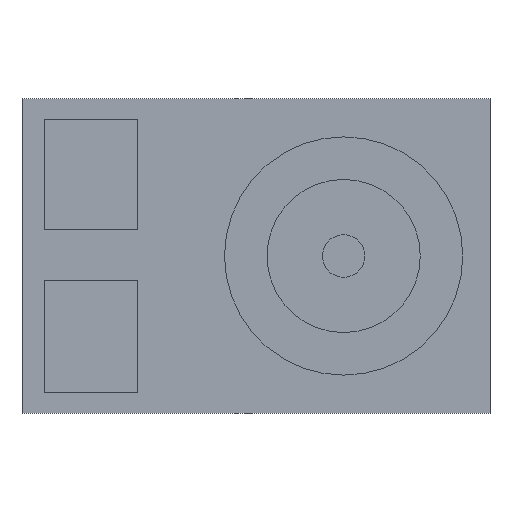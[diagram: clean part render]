
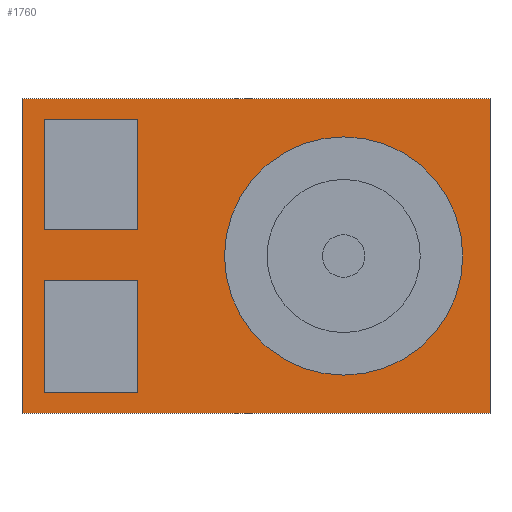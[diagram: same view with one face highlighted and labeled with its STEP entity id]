
A CAD part, front view. The second image highlights one B-rep face of the part: STEP entity #1760.
In plain terms, the highlighted planar face has unit normal (0, -1, 0).
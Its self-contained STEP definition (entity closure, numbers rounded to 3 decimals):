
#44=FACE_BOUND('',#686,.T.);
#45=FACE_BOUND('',#687,.T.);
#46=FACE_BOUND('',#688,.T.);
#141=PLANE('',#1944);
#227=LINE('',#3035,#359);
#231=LINE('',#3043,#363);
#234=LINE('',#3049,#366);
#237=LINE('',#3054,#369);
#239=LINE('',#3060,#371);
#243=LINE('',#3068,#375);
#246=LINE('',#3074,#378);
#249=LINE('',#3079,#381);
#251=LINE('',#3085,#383);
#252=LINE('',#3087,#384);
#253=LINE('',#3089,#385);
#254=LINE('',#3090,#386);
#359=VECTOR('',#2344,0.65);
#363=VECTOR('',#2350,0.55);
#366=VECTOR('',#2355,0.65);
#369=VECTOR('',#2360,0.55);
#371=VECTOR('',#2366,0.66);
#375=VECTOR('',#2372,0.55);
#378=VECTOR('',#2377,0.66);
#381=VECTOR('',#2382,0.55);
#383=VECTOR('',#2388,2.75);
#384=VECTOR('',#2389,1.85);
#385=VECTOR('',#2390,2.75);
#386=VECTOR('',#2391,1.85);
#555=FACE_OUTER_BOUND('',#685,.T.);
#685=EDGE_LOOP('',(#1521,#1522,#1523,#1524));
#686=EDGE_LOOP('',(#1525,#1526,#1527,#1528));
#687=EDGE_LOOP('',(#1529,#1530,#1531,#1532));
#688=EDGE_LOOP('',(#1533));
#796=CIRCLE('',#1932,0.7);
#912=VERTEX_POINT('',#3029);
#913=VERTEX_POINT('',#3033);
#914=VERTEX_POINT('',#3034);
#917=VERTEX_POINT('',#3042);
#919=VERTEX_POINT('',#3048);
#921=VERTEX_POINT('',#3058);
#922=VERTEX_POINT('',#3059);
#925=VERTEX_POINT('',#3067);
#927=VERTEX_POINT('',#3073);
#929=VERTEX_POINT('',#3083);
#930=VERTEX_POINT('',#3084);
#931=VERTEX_POINT('',#3086);
#932=VERTEX_POINT('',#3088);
#1112=EDGE_CURVE('',#912,#912,#796,.T.);
#1113=EDGE_CURVE('',#913,#914,#227,.T.);
#1117=EDGE_CURVE('',#914,#917,#231,.T.);
#1120=EDGE_CURVE('',#917,#919,#234,.T.);
#1123=EDGE_CURVE('',#919,#913,#237,.T.);
#1125=EDGE_CURVE('',#921,#922,#239,.T.);
#1129=EDGE_CURVE('',#922,#925,#243,.T.);
#1132=EDGE_CURVE('',#925,#927,#246,.T.);
#1135=EDGE_CURVE('',#927,#921,#249,.T.);
#1137=EDGE_CURVE('',#929,#930,#251,.T.);
#1138=EDGE_CURVE('',#930,#931,#252,.T.);
#1139=EDGE_CURVE('',#931,#932,#253,.T.);
#1140=EDGE_CURVE('',#932,#929,#254,.T.);
#1521=ORIENTED_EDGE('',*,*,#1137,.T.);
#1522=ORIENTED_EDGE('',*,*,#1138,.T.);
#1523=ORIENTED_EDGE('',*,*,#1139,.T.);
#1524=ORIENTED_EDGE('',*,*,#1140,.T.);
#1525=ORIENTED_EDGE('',*,*,#1125,.T.);
#1526=ORIENTED_EDGE('',*,*,#1129,.T.);
#1527=ORIENTED_EDGE('',*,*,#1132,.T.);
#1528=ORIENTED_EDGE('',*,*,#1135,.T.);
#1529=ORIENTED_EDGE('',*,*,#1113,.T.);
#1530=ORIENTED_EDGE('',*,*,#1117,.T.);
#1531=ORIENTED_EDGE('',*,*,#1120,.T.);
#1532=ORIENTED_EDGE('',*,*,#1123,.T.);
#1533=ORIENTED_EDGE('',*,*,#1112,.T.);
#1760=ADVANCED_FACE('',(#555,#44,#45,#46),#141,.T.);
#1932=AXIS2_PLACEMENT_3D('',#3030,#2338,#2339);
#1944=AXIS2_PLACEMENT_3D('',#3082,#2386,#2387);
#2338=DIRECTION('center_axis',(0.,1.,0.));
#2339=DIRECTION('ref_axis',(-1.,0.,0.));
#2344=DIRECTION('',(0.,0.,-1.));
#2350=DIRECTION('',(-1.,0.,0.));
#2355=DIRECTION('',(0.,0.,1.));
#2360=DIRECTION('',(1.,0.,0.));
#2366=DIRECTION('',(0.,0.,-1.));
#2372=DIRECTION('',(-1.,0.,0.));
#2377=DIRECTION('',(0.,0.,1.));
#2382=DIRECTION('',(1.,0.,0.));
#2386=DIRECTION('center_axis',(0.,-1.,0.));
#2387=DIRECTION('ref_axis',(0.,0.,-1.));
#2388=DIRECTION('',(-1.,0.,0.));
#2389=DIRECTION('',(0.,0.,-1.));
#2390=DIRECTION('',(1.,0.,0.));
#2391=DIRECTION('',(0.,0.,1.));
#3029=CARTESIAN_POINT('',(2.59,-0.3,-0.925));
#3030=CARTESIAN_POINT('Origin',(1.89,-0.3,-0.925));
#3033=CARTESIAN_POINT('',(0.68,-0.3,-0.12));
#3034=CARTESIAN_POINT('',(0.68,-0.3,-0.77));
#3035=CARTESIAN_POINT('',(0.68,-0.3,-0.848));
#3042=CARTESIAN_POINT('',(0.13,-0.3,-0.77));
#3043=CARTESIAN_POINT('',(0.753,-0.3,-0.77));
#3048=CARTESIAN_POINT('',(0.13,-0.3,-0.12));
#3049=CARTESIAN_POINT('',(0.13,-0.3,-0.523));
#3054=CARTESIAN_POINT('',(1.028,-0.3,-0.12));
#3058=CARTESIAN_POINT('',(0.68,-0.3,-1.07));
#3059=CARTESIAN_POINT('',(0.68,-0.3,-1.73));
#3060=CARTESIAN_POINT('',(0.68,-0.3,-1.328));
#3067=CARTESIAN_POINT('',(0.13,-0.3,-1.73));
#3068=CARTESIAN_POINT('',(0.753,-0.3,-1.73));
#3073=CARTESIAN_POINT('',(0.13,-0.3,-1.07));
#3074=CARTESIAN_POINT('',(0.13,-0.3,-0.998));
#3079=CARTESIAN_POINT('',(1.028,-0.3,-1.07));
#3082=CARTESIAN_POINT('Origin',(1.375,-0.3,-0.925));
#3083=CARTESIAN_POINT('',(2.75,-0.3,0.));
#3084=CARTESIAN_POINT('',(0.,-0.3,0.));
#3085=CARTESIAN_POINT('',(0.,-0.3,0.));
#3086=CARTESIAN_POINT('',(0.,-0.3,-1.85));
#3087=CARTESIAN_POINT('',(0.,-0.3,-1.85));
#3088=CARTESIAN_POINT('',(2.75,-0.3,-1.85));
#3089=CARTESIAN_POINT('',(2.75,-0.3,-1.85));
#3090=CARTESIAN_POINT('',(2.75,-0.3,0.));
